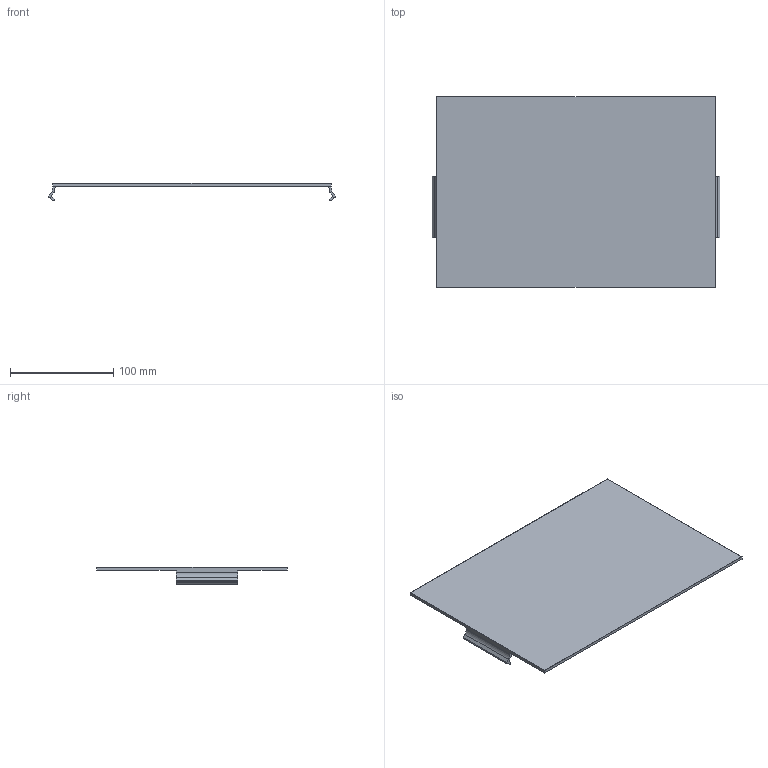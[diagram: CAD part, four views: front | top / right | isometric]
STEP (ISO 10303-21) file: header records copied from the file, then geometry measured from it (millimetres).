
FILE_DESCRIPTION (( 'STEP AP214' ), '1' );
FILE_NAME ('LengthSideCover.STEP', '2016-03-09T19:32:13', ( '' ), ( '' ), 'SwSTEP 2.0', 'SolidWorks 2016', '' );
FILE_SCHEMA (( 'AUTOMOTIVE_DESIGN' ));
Length unit declared in the file: millimetre
Products named in the file (1): LengthSideCover
Bounding box: 278.6 x 184.8 x 17 mm (x, y, z)
Volume: 154128 mm3; surface area: 106308.7 mm2
Topology: 1 solids, 1 shells, 44 faces, 122 edges, 80 vertices
Faces by surface type: plane 24, cylinder 20
Entity records: 1440 total; most frequent: CARTESIAN_POINT 259, ORIENTED_EDGE 244, DIRECTION 240, EDGE_CURVE 122, LINE 86, VECTOR 86, VERTEX_POINT 80, AXIS2_PLACEMENT_3D 77
